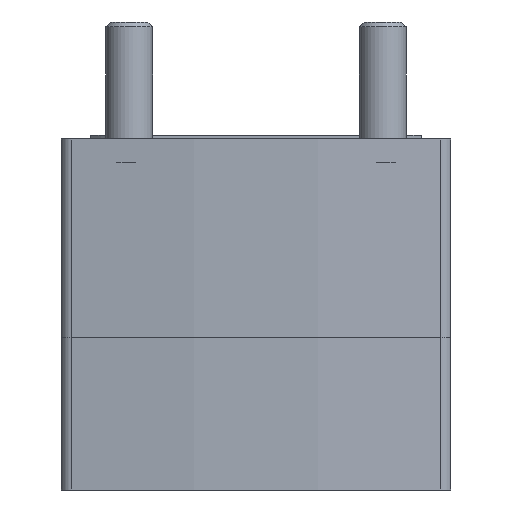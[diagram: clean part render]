
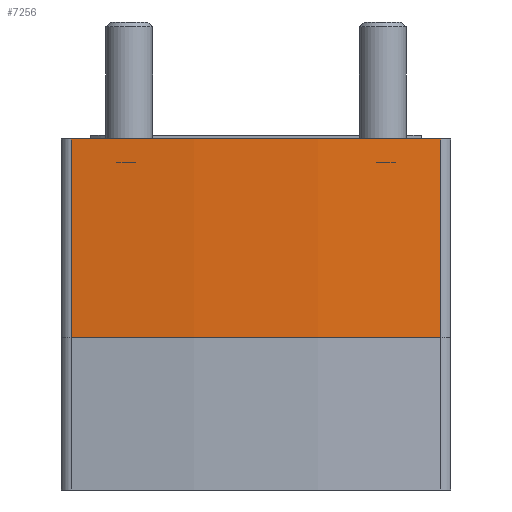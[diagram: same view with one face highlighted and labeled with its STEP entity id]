
A CAD part, front view. The second image highlights one B-rep face of the part: STEP entity #7256.
In plain terms, the highlighted cylindrical face has radius 175 mm (diameter 350 mm), a partial arc.
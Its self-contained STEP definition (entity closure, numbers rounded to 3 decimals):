
#588=LINE('',#11398,#1069);
#589=LINE('',#11400,#1070);
#1069=VECTOR('',#9010,1000.);
#1070=VECTOR('',#9013,1000.);
#1667=ORIENTED_EDGE('',*,*,#3586,.T.);
#1668=ORIENTED_EDGE('',*,*,#3675,.F.);
#1669=ORIENTED_EDGE('',*,*,#3642,.F.);
#1670=ORIENTED_EDGE('',*,*,#3674,.T.);
#3586=EDGE_CURVE('',#4605,#4604,#5322,.T.);
#3642=EDGE_CURVE('',#4660,#4661,#5357,.T.);
#3674=EDGE_CURVE('',#4660,#4605,#588,.T.);
#3675=EDGE_CURVE('',#4661,#4604,#589,.T.);
#4604=VERTEX_POINT('',#11222);
#4605=VERTEX_POINT('',#11224);
#4660=VERTEX_POINT('',#11338);
#4661=VERTEX_POINT('',#11340);
#5322=CIRCLE('',#7827,175.);
#5357=CIRCLE('',#7866,175.);
#5802=EDGE_LOOP('',(#1667,#1668,#1669,#1670));
#6447=FACE_BOUND('',#5802,.T.);
#7085=CYLINDRICAL_SURFACE('',#7893,175.);
#7256=ADVANCED_FACE('',(#6447),#7085,.T.);
#7827=AXIS2_PLACEMENT_3D('',#11223,#8841,#8842);
#7866=AXIS2_PLACEMENT_3D('',#11339,#8940,#8941);
#7893=AXIS2_PLACEMENT_3D('',#11399,#9011,#9012);
#8841=DIRECTION('',(0.,1.,0.));
#8842=DIRECTION('',(1.,0.,0.));
#8940=DIRECTION('',(0.,1.,0.));
#8941=DIRECTION('',(1.,0.,0.));
#9010=DIRECTION('',(0.,-1.,0.));
#9011=DIRECTION('',(0.,-1.,0.));
#9012=DIRECTION('',(0.,0.,-1.));
#9013=DIRECTION('',(0.,-1.,0.));
#11222=CARTESIAN_POINT('',(-23.703,0.,-127.187));
#11223=CARTESIAN_POINT('',(0.,0.,46.2));
#11224=CARTESIAN_POINT('',(23.703,0.,-127.187));
#11338=CARTESIAN_POINT('',(23.703,25.5,-127.187));
#11339=CARTESIAN_POINT('',(0.,25.5,46.2));
#11340=CARTESIAN_POINT('',(-23.703,25.5,-127.187));
#11398=CARTESIAN_POINT('',(23.703,25.5,-127.187));
#11399=CARTESIAN_POINT('',(0.,25.5,46.2));
#11400=CARTESIAN_POINT('',(-23.703,25.5,-127.187));
